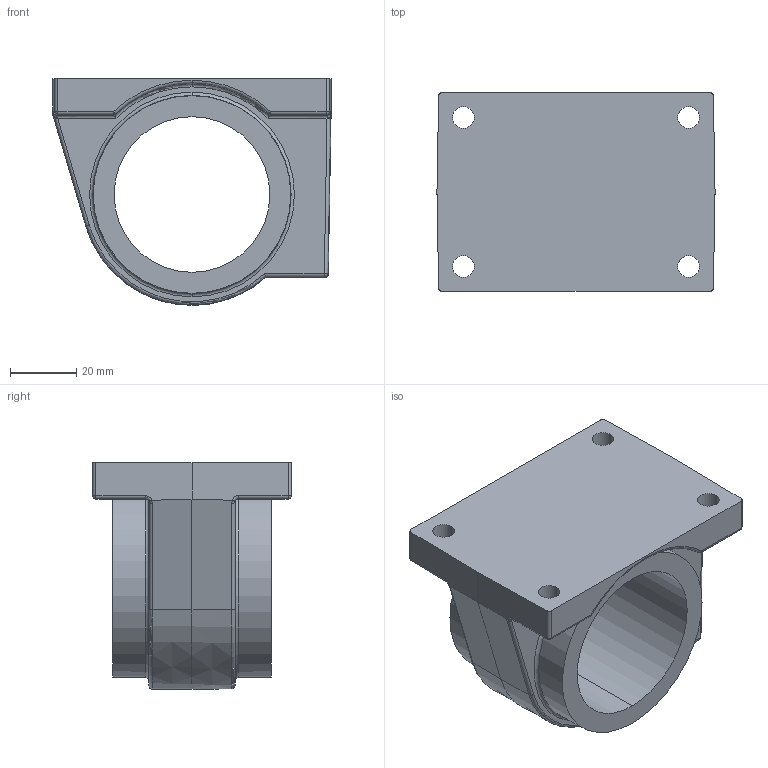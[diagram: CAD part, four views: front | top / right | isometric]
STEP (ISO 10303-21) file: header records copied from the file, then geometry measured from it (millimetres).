
FILE_DESCRIPTION (( 'STEP AP203' ), '1' );
FILE_NAME ('../0300_3-D-Daten/KGG65-30.step', '2021-12-20T19:24:56', ( '' ), ( '' ), 'SwSTEP 2.0', 'SolidWorks 2021', '' );
FILE_SCHEMA (( 'CONFIG_CONTROL_DESIGN' ));
Length unit declared in the file: millimetre
Products named in the file (1): ../0300_3-D-Daten/KGG65-30
Bounding box: 83.98 x 60 x 68.5 mm (x, y, z)
Volume: 124451.3 mm3; surface area: 31368.1 mm2
Topology: 1 solids, 1 shells, 117 faces, 267 edges, 152 vertices
Faces by surface type: cylinder 49, plane 25, torus 14, bspline 12, sphere 10, cone 7
Entity records: 3655 total; most frequent: CARTESIAN_POINT 1014, DIRECTION 563, ORIENTED_EDGE 522, EDGE_CURVE 261, AXIS2_PLACEMENT_3D 233, VERTEX_POINT 152, EDGE_LOOP 133, CIRCLE 127
